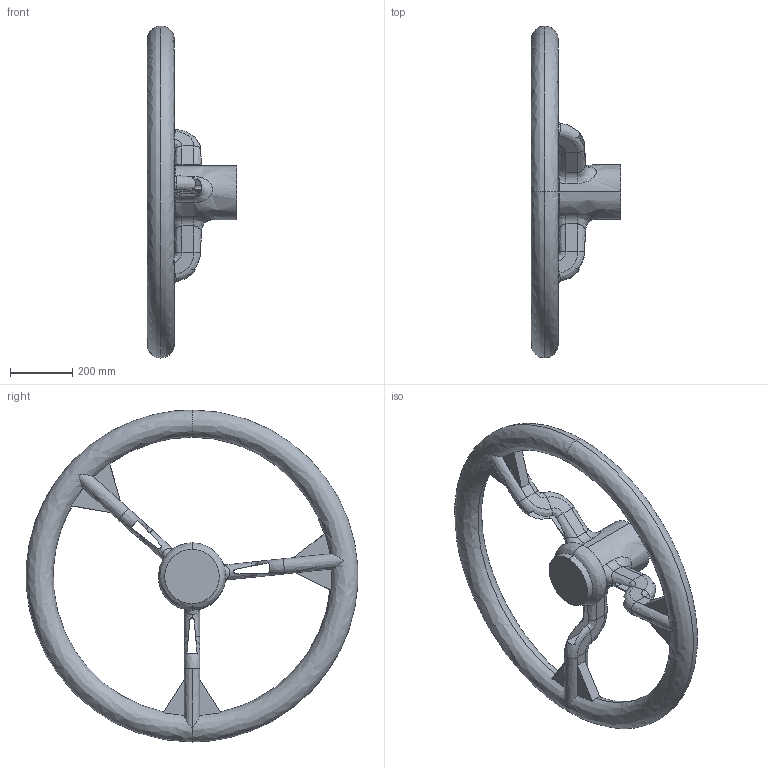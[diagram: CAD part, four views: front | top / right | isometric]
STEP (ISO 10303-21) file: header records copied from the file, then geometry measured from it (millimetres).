
FILE_DESCRIPTION(('FreeCAD Model'),'2;1');
FILE_NAME('Open CASCADE Shape Model','2025-05-07T03:46:06',('FreeCAD'),( 'FreeCAD'),'Open CASCADE STEP processor 7.6','FreeCAD','Unknown');
FILE_SCHEMA(('AUTOMOTIVE_DESIGN { 1 0 10303 214 1 1 1 1 }'));
Length unit declared in the file: millimetre
Products named in the file (1): Open CASCADE STEP translator 7.6 1
Bounding box: 288.16 x 1063.77 x 1065.34 mm (x, y, z)
Volume: 18921445 mm3; surface area: 2210204.8 mm2
Topology: 1 solids, 2 shells, 266 faces, 765 edges, 490 vertices
Faces by surface type: bspline 266
Entity records: 11854 total; most frequent: CARTESIAN_POINT 7593, ORIENTED_EDGE 1530, EDGE_CURVE 765, B_SPLINE_CURVE_WITH_KNOTS 514, VERTEX_POINT 490, FACE_BOUND 267, EDGE_LOOP 267, ADVANCED_FACE 266
